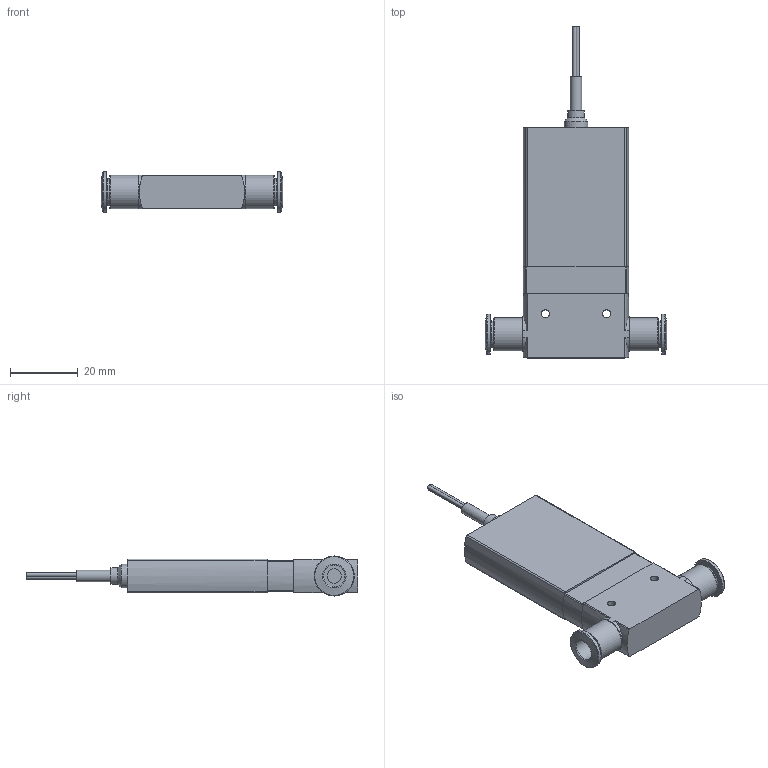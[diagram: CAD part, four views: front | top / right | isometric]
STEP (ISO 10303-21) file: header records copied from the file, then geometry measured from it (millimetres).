
FILE_DESCRIPTION(/* description */ ('STEP AP214'),/* implementation_level */ '2;1');
FILE_NAME(/* name */ '565517_MHJ10-S-25-QS-1_4-MF-U',/* time_stamp */ '2024-09-06T14:19:13+02:00',/* author */ ('License CC BY-ND 4.0'),/* organization */ ('CADENAS'),/* preprocessor_version */ 'ST-DEVELOPER v19.3',/* originating_system */ 'PARTsolutions',/* authorisation */ ' ');
FILE_SCHEMA (('AUTOMOTIVE_DESIGN {1 0 10303 214 3 1 1}'));
Length unit declared in the file: millimetre
Products named in the file (4): 565517 MHJ10-S-2.5-QS-1/4-MF-U; 936192 MHJ10-MF; 717990 MHJ10-S-K-QS-1/4; 194498 QSP10-1/4-U
Assembly tree (4 placements, depth 2):
  565517 MHJ10-S-2.5-QS-1/4-MF-U
    936192 MHJ10-MF
    717990 MHJ10-S-K-QS-1/4
    194498 QSP10-1/4-U  x2
Bounding box: 53.5 x 97.8 x 11.8 mm (x, y, z)
Volume: 21074 mm3; surface area: 10007.2 mm2
Topology: 4 solids, 4 shells, 157 faces, 317 edges, 201 vertices
Faces by surface type: cylinder 76, plane 57, cone 16, torus 8
Full cylindrical faces by diameter (mm): 1.65 x4, 2.4 x2, 3.2 x3, 3.3 x1, 3.4 x1, 4.2 x2, 5 x1, 5.6 x4, 6.35 x2, 7 x3, 7.2 x2, 7.75 x2, 7.8 x4, 9 x6, 9.8 x2, 11.8 x2
Entity records: 3907 total; most frequent: DIRECTION 599, CARTESIAN_POINT 584, ORIENTED_EDGE 442, AXIS2_PLACEMENT_3D 259, EDGE_CURVE 221, EDGE_LOOP 199, FACE_BOUND 199, VERTEX_POINT 168
